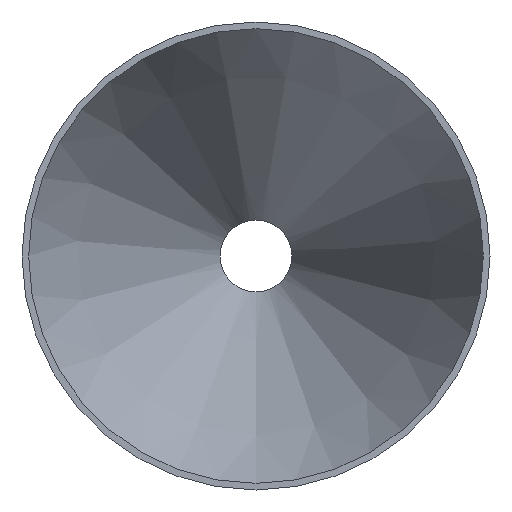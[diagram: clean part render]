
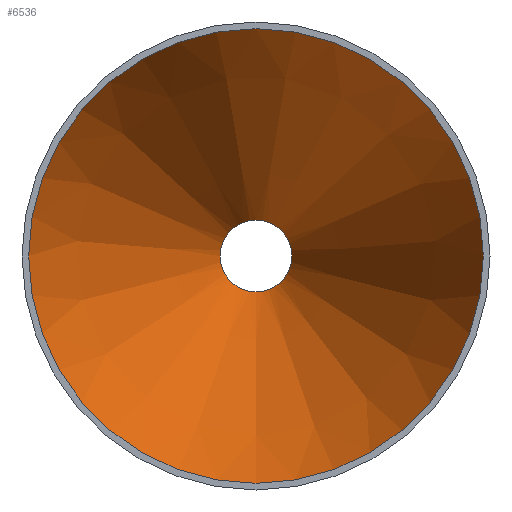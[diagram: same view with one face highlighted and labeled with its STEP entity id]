
A CAD part, front view. The second image highlights one B-rep face of the part: STEP entity #6536.
In plain terms, the highlighted conical face has half-angle 24.228 degrees and reference radius 74.807 mm.
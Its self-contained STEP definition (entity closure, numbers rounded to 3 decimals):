
#273 = VERTEX_POINT ( 'NONE', #13671 ) ;
#2037 = EDGE_CURVE ( 'NONE', #22862, #22862, #16954, .T. ) ;
#2864 = DIRECTION ( 'NONE',  ( 0., -1., 0. ) ) ;
#3225 = AXIS2_PLACEMENT_3D ( 'NONE', #7392, #2864, #25001 ) ;
#3269 = ORIENTED_EDGE ( 'NONE', *, *, #4895, .F. ) ;
#4128 = DIRECTION ( 'NONE',  ( 0., -1., 0. ) ) ;
#4354 = DIRECTION ( 'NONE',  ( 0., 0., -1. ) ) ;
#4694 = CARTESIAN_POINT ( 'NONE',  ( 0., 0., -74.807 ) ) ;
#4720 = AXIS2_PLACEMENT_3D ( 'NONE', #6249, #15249, #4354 ) ;
#4895 = EDGE_CURVE ( 'NONE', #273, #273, #26330, .T. ) ;
#6249 = CARTESIAN_POINT ( 'NONE',  ( 0., 0., 0. ) ) ;
#6536 = ADVANCED_FACE ( 'NONE', ( #24199, #28651 ), #20752, .F. ) ;
#6785 = EDGE_LOOP ( 'NONE', ( #7979 ) ) ;
#7392 = CARTESIAN_POINT ( 'NONE',  ( 0., 140., 0. ) ) ;
#7979 = ORIENTED_EDGE ( 'NONE', *, *, #2037, .T. ) ;
#8878 = EDGE_LOOP ( 'NONE', ( #3269 ) ) ;
#10612 = CARTESIAN_POINT ( 'NONE',  ( 0., 0., 0. ) ) ;
#13242 = DIRECTION ( 'NONE',  ( 0., 0., -1. ) ) ;
#13671 = CARTESIAN_POINT ( 'NONE',  ( 0., 140., -11.807 ) ) ;
#15249 = DIRECTION ( 'NONE',  ( 0., -1., 0. ) ) ;
#16954 = CIRCLE ( 'NONE', #4720, 74.807 ) ;
#17895 = AXIS2_PLACEMENT_3D ( 'NONE', #10612, #4128, #13242 ) ;
#20752 = CONICAL_SURFACE ( 'NONE', #17895, 74.807, 0.423 ) ;
#22862 = VERTEX_POINT ( 'NONE', #4694 ) ;
#24199 = FACE_BOUND ( 'NONE', #8878, .T. ) ;
#25001 = DIRECTION ( 'NONE',  ( 0., 0., -1. ) ) ;
#26330 = CIRCLE ( 'NONE', #3225, 11.807 ) ;
#28651 = FACE_OUTER_BOUND ( 'NONE', #6785, .T. ) ;
